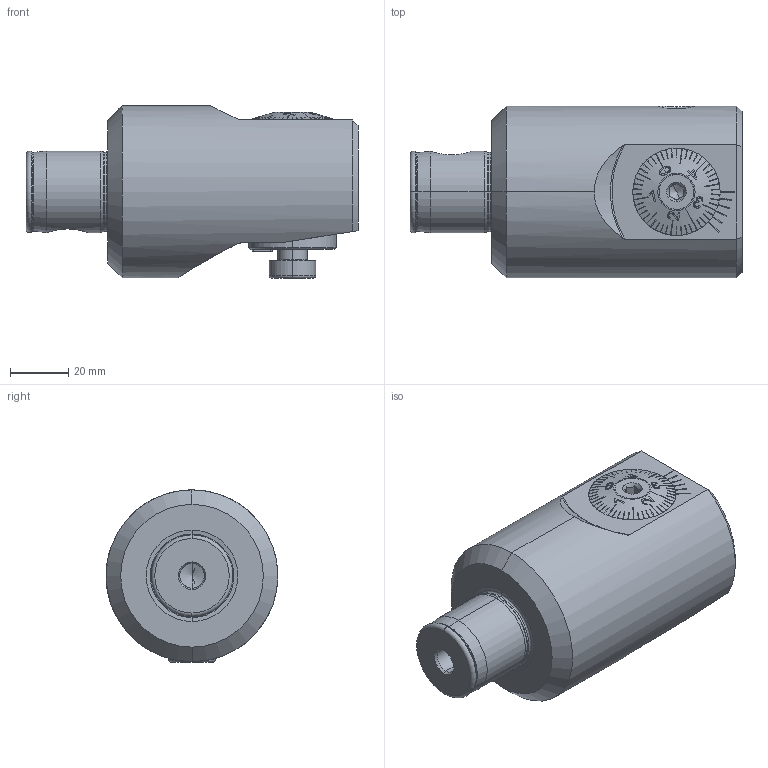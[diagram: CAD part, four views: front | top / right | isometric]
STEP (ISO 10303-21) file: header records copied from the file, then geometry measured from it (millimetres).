
FILE_DESCRIPTION (( 'STEP AP203' ), '1' );
FILE_NAME ('C04.050.067.090.STEP', '2021-01-20T15:33:58', ( '' ), ( '' ), 'SwSTEP 2.0', 'SolidWorks 2017', '' );
FILE_SCHEMA (( 'CONFIG_CONTROL_DESIGN' ));
Length unit declared in the file: millimetre
Products named in the file (15): F55-BG1.AA4.030; A55-BG2.013.005_C; F55-BG2.014.015_B_Fertig mit Gewinde; A55-BG2.011.016_D; DIN 7984 - M10 x 16; A55-BG3.011.033_A_gek〉zt; F55-BG1.012.012_A; WH5-F55.AA3.090_A; Klebstoff D10; F55-BG1.DA3.030_A; WCB-ER2.001.009_A; ISO 4026 - M10 x 10; C04.050.067.090; A55-BG2.012.006_B; DIN 3771 - 25x1.5
Assembly tree (14 placements, depth 3):
  C04.050.067.090
    WH5-F55.AA3.090_A
    F55-BG1.AA4.030
      F55-BG1.DA3.030_A
      F55-BG1.012.012_A
      A55-BG2.011.016_D
      F55-BG2.014.015_B_Fertig mit Gewinde
      A55-BG2.013.005_C
      DIN 3771 - 25x1.5
      A55-BG2.012.006_B
    A55-BG3.011.033_A_gek〉zt
    WCB-ER2.001.009_A
    Klebstoff D10
    DIN 7984 - M10 x 16
    ISO 4026 - M10 x 10
Bounding box: 114 x 59 x 59.15 mm (x, y, z)
Volume: 214843.2 mm3; surface area: 45789.4 mm2
Topology: 13 solids, 13 shells, 707 faces, 1838 edges, 1159 vertices
Faces by surface type: plane 298, cone 178, cylinder 133, torus 61, bspline 35, sphere 2
Entity records: 26669 total; most frequent: CARTESIAN_POINT 8605, ORIENTED_EDGE 3656, DIRECTION 3163, EDGE_CURVE 1828, AXIS2_PLACEMENT_3D 1234, VERTEX_POINT 1159, EDGE_LOOP 755, ADVANCED_FACE 707
